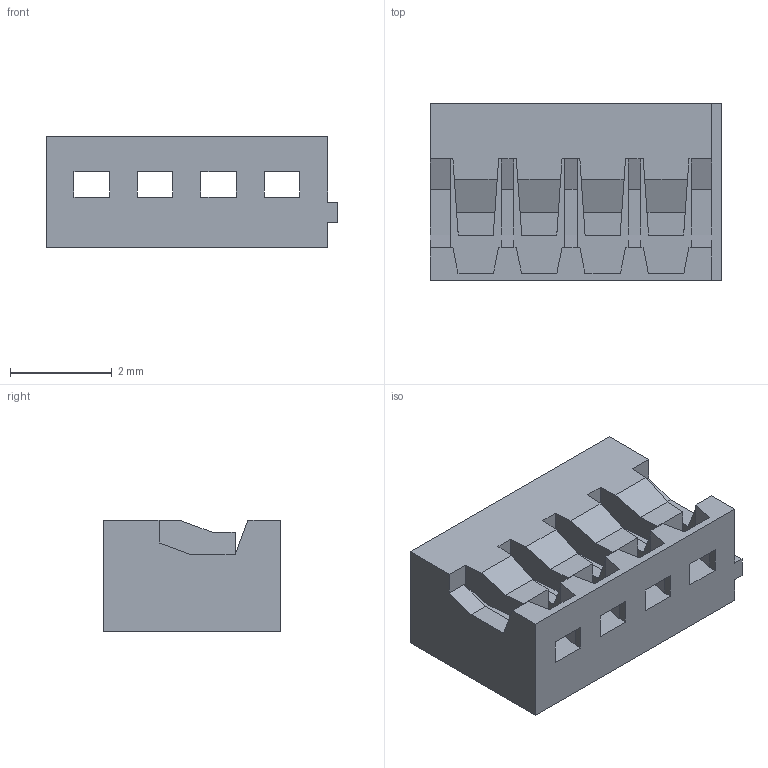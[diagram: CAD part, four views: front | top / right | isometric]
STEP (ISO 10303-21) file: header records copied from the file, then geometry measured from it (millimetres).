
FILE_DESCRIPTION((''),'2;1');
FILE_NAME('510220400','2007-09-26T',('av'),(''),'PRO/ENGINEER BY PARAMETRIC TECHNOLOGY CORPORATION, 2003451','PRO/ENGINEER BY PARAMETRIC TECHNOLOGY CORPORATION, 2003451','');
FILE_SCHEMA(('CONFIG_CONTROL_DESIGN'));
Length unit declared in the file: millimetre
Products named in the file (1): 510220400
Bounding box: 5.75 x 3.5 x 2.2 mm (x, y, z)
Volume: 28.7 mm3; surface area: 132.2 mm2
Topology: 1 solids, 1 shells, 199 faces, 574 edges, 376 vertices
Faces by surface type: plane 199
Entity records: 6383 total; most frequent: CARTESIAN_POINT 1129, ORIENTED_EDGE 1118, DIRECTION 984, VECTOR 566, LINE 566, EDGE_CURVE 559, VERTEX_POINT 354, AXIS2_PLACEMENT_3D 209
